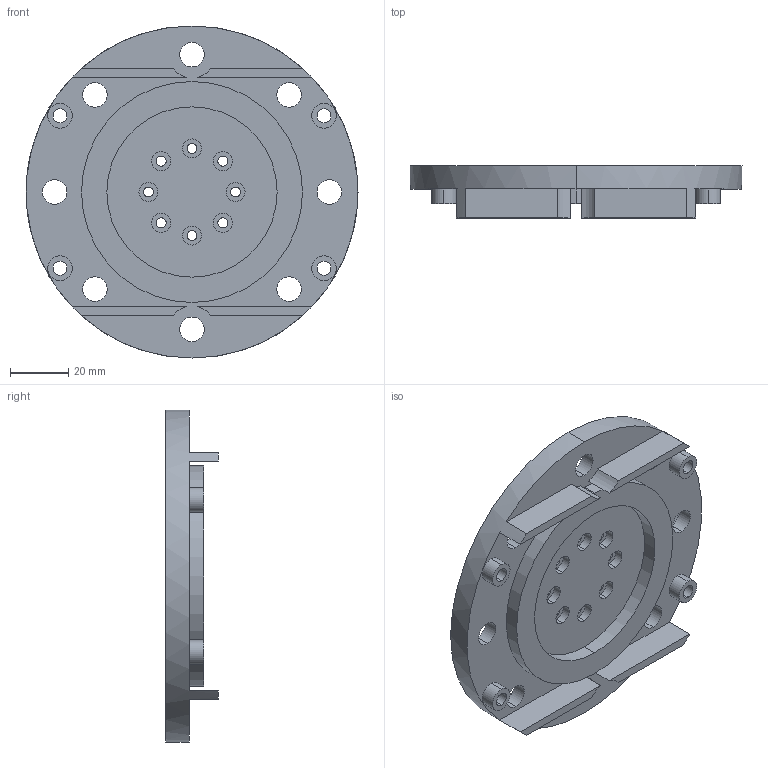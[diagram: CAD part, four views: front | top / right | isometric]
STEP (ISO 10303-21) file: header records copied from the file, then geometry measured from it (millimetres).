
FILE_DESCRIPTION (( 'STEP AP214' ), '1' );
FILE_NAME ('Pump_Base_Aug05.STEP', '2026-01-14T18:37:31', ( '' ), ( '' ), 'SwSTEP 2.0', 'SolidWorks 2026', '' );
FILE_SCHEMA (( 'AUTOMOTIVE_DESIGN' ));
Length unit declared in the file: millimetre
Products named in the file (1): Pump_Base_Aug05
Bounding box: 114.2 x 18 x 114.2 mm (x, y, z)
Volume: 76547.9 mm3; surface area: 33009.9 mm2
Topology: 1 solids, 1 shells, 131 faces, 333 edges, 222 vertices
Faces by surface type: cylinder 99, plane 32
Entity records: 4176 total; most frequent: DIRECTION 803, CARTESIAN_POINT 687, ORIENTED_EDGE 666, AXIS2_PLACEMENT_3D 338, EDGE_CURVE 333, VERTEX_POINT 222, CIRCLE 206, EDGE_LOOP 189
